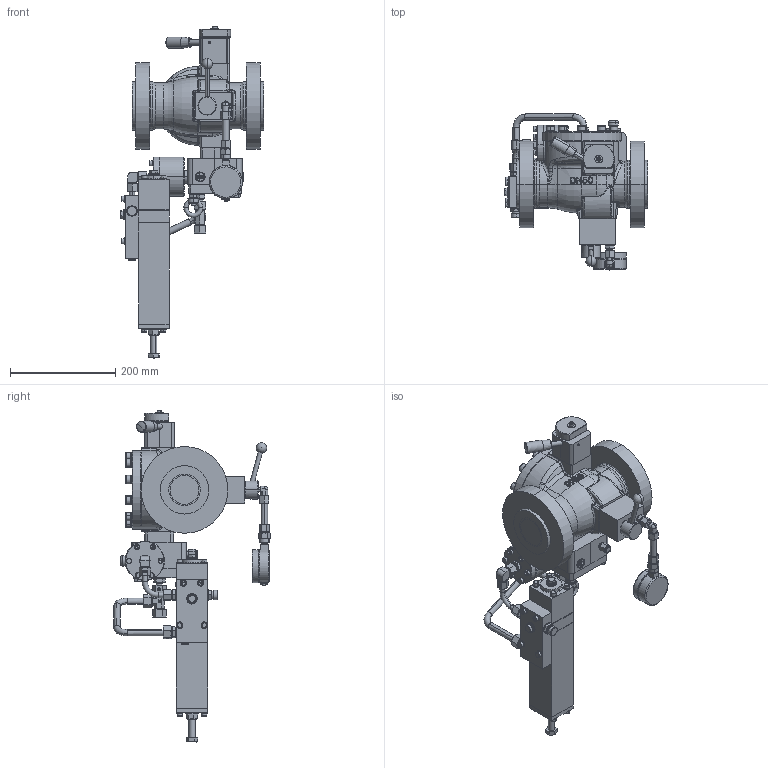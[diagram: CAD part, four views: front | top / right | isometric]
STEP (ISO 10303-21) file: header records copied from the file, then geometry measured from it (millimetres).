
FILE_DESCRIPTION (( 'STEP AP214' ), '1' );
FILE_NAME ('HON711-DN50-K18-Class600RF.STEP', '2019-07-30T04:25:35', ( '' ), ( '' ), 'SwSTEP 2.0', 'SolidWorks 2017', '' );
FILE_SCHEMA (( 'AUTOMOTIVE_DESIGN' ));
Length unit declared in the file: millimetre
Products named in the file (1): HON711-DN50-K18-Class600RF
Bounding box: 272.77 x 297.58 x 631.97 mm (x, y, z)
Volume: 6826141 mm3; surface area: 495668.1 mm2
Topology: 1 solids, 1 shells, 2365 faces, 5590 edges, 3385 vertices
Faces by surface type: plane 1060, cylinder 592, cone 388, torus 176, bspline 141, sphere 8
Entity records: 97703 total; most frequent: CARTESIAN_POINT 23313, ORIENTED_EDGE 11074, DIRECTION 11063, EDGE_CURVE 5537, AXIS2_PLACEMENT_3D 4298, VERTEX_POINT 3382, EDGE_LOOP 2617, LINE 2467
